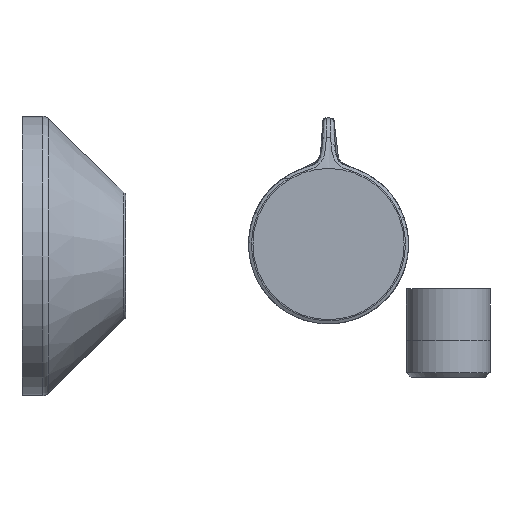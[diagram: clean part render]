
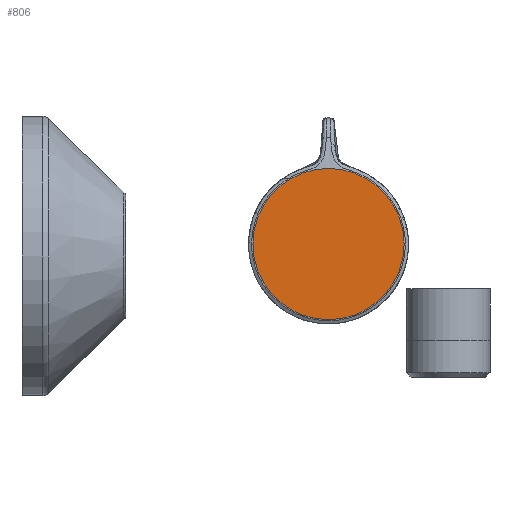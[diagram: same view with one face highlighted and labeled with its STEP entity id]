
A CAD part, front view. The second image highlights one B-rep face of the part: STEP entity #806.
In plain terms, the highlighted planar face has unit normal (0, -1, 0).
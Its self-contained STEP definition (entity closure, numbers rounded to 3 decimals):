
#195=ORIENTED_EDGE('',*,*,#399,.T.);
#399=EDGE_CURVE('',#506,#506,#587,.T.);
#506=VERTEX_POINT('',#1445);
#587=CIRCLE('',#1209,18.941);
#624=EDGE_LOOP('',(#195));
#714=FACE_BOUND('',#624,.T.);
#786=PLANE('',#1208);
#806=ADVANCED_FACE('',(#714),#786,.T.);
#1208=AXIS2_PLACEMENT_3D('',#1443,#1296,#1297);
#1209=AXIS2_PLACEMENT_3D('',#1444,#1298,#1299);
#1296=DIRECTION('',(0.,-1.,0.));
#1297=DIRECTION('',(1.,0.,0.));
#1298=DIRECTION('',(0.,-1.,0.));
#1299=DIRECTION('',(-1.,0.,0.));
#1443=CARTESIAN_POINT('',(0.,-149.75,0.));
#1444=CARTESIAN_POINT('',(0.,-149.75,0.));
#1445=CARTESIAN_POINT('',(-18.941,-149.75,0.));
